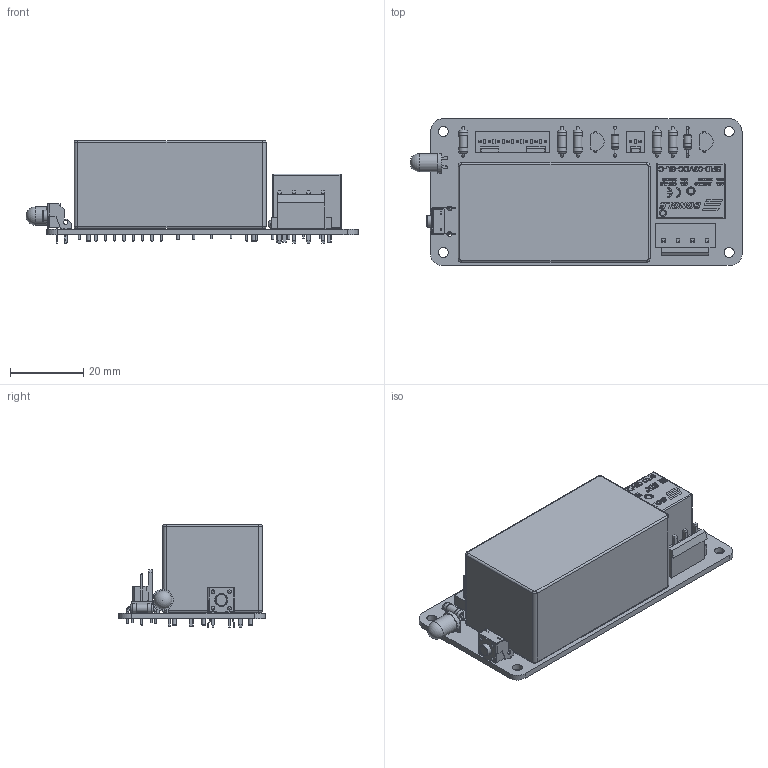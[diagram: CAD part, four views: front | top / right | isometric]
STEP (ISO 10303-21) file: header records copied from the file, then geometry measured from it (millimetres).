
FILE_DESCRIPTION(/* description */ (''),/* implementation_level */ '2;1');
FILE_NAME(/* name */ 'power_module.step',/* time_stamp */ '2021-10-20T00:00:00+03:00',/* author */ (''),/* organization */ (''),/* preprocessor_version */ 'ST-DEVELOPER v18.1',/* originating_system */ 'Autodesk Translation Framework v10.10.0.1391',/* authorisation */ '');
FILE_SCHEMA (('AUTOMOTIVE_DESIGN { 1 0 10303 214 3 1 1 }'));
Length unit declared in the file: millimetre
Products named in the file (22): Power module; LED_D5.0mm_Horizontal_O1.27mm_Z3.0mm; SOLID (1); TO-92_Inline_Wide; SOLID; R_Axial_DIN0207_L6.3mm_D2.5mm_P7.62mm_Horizontal; SOLID (2); JST_-_VH_-_Thru_(V)_-_4Pin_-_3.96mm; SOLID (7); D_DO-35_SOD27_P7.62mm_Horizontal; COMPOUND; Molex_KK-254_AE-6410-08A_1x08_P2.54mm_Vertical; SOLID (4); Molex_KK-254_AE-6410-02A_1x02_P2.54mm_Vertical; SOLID (3); SRD-03VDC-SL-C; SOLID (8); Converter_ACDC_MeanWell_IRM-20-xx_THT; SOLID (5); SW_Tactile_SPST_Angled_PTS645Vx39-2LFS; SOLID (6); COMPOUND (1)
Assembly tree (27 placements, depth 3):
  Power module
    R_Axial_DIN0207_L6.3mm_D2.5mm_P7.62mm_Horizontal  x5
      SOLID (2)
    LED_D5.0mm_Horizontal_O1.27mm_Z3.0mm
      SOLID (1)
    TO-92_Inline_Wide  x2
      SOLID
    JST_-_VH_-_Thru_(V)_-_4Pin_-_3.96mm
      SOLID (7)
    D_DO-35_SOD27_P7.62mm_Horizontal  x2
      COMPOUND
    Molex_KK-254_AE-6410-08A_1x08_P2.54mm_Vertical
      SOLID (4)
    Molex_KK-254_AE-6410-02A_1x02_P2.54mm_Vertical
      SOLID (3)
    SRD-03VDC-SL-C
      SOLID (8)
    Converter_ACDC_MeanWell_IRM-20-xx_THT
      SOLID (5)
    SW_Tactile_SPST_Angled_PTS645Vx39-2LFS
      SOLID (6)
    COMPOUND (1)
Bounding box: 90.6 x 40 x 28.09 mm (x, y, z)
Volume: 45357.8 mm3; surface area: 19328.3 mm2
Topology: 39 solids, 59 shells, 1652 faces, 3899 edges, 2531 vertices
Faces by surface type: plane 1258, cylinder 185, bspline 174, torus 26, sphere 9
Full cylindrical faces by diameter (mm): 0.5 x6, 0.6 x10, 0.8 x24, 0.9 x2, 0.99 x2, 1 x6, 1.04 x4, 1.2 x12, 1.3 x5, 1.442 x1, 1.5 x4, 1.7 x4, 2 x4, 2.02 x2, 2.25 x5, 2.5 x10, 2.7 x4, 3.14 x1, 3.5 x1, 5 x1
Entity records: 51409 total; most frequent: CARTESIAN_POINT 14187, ORIENTED_EDGE 7392, DIRECTION 6621, EDGE_CURVE 3696, LINE 3007, VECTOR 3007, VERTEX_POINT 2405, EDGE_LOOP 1861
